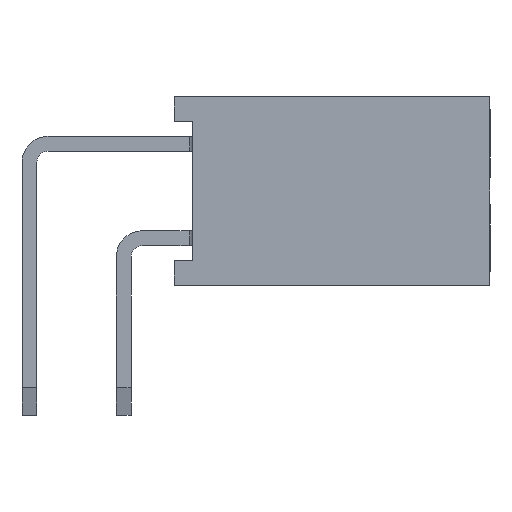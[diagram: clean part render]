
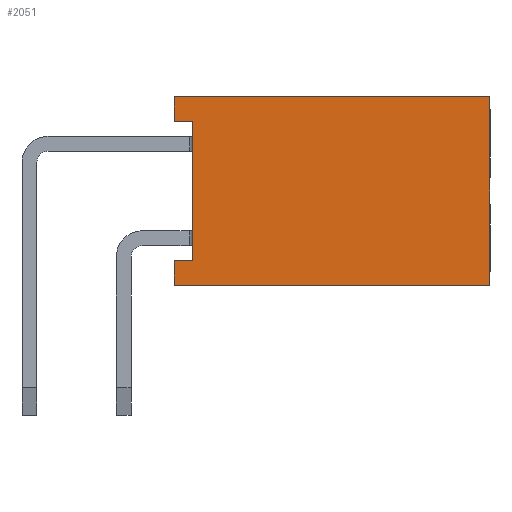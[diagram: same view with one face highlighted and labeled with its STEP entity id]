
A CAD part, left-side view. The second image highlights one B-rep face of the part: STEP entity #2051.
In plain terms, the highlighted planar face has unit normal (-1, 0, 0).
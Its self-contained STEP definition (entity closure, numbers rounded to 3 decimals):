
#2051=ADVANCED_FACE('',(#20561),#20563,.T.);
#20561=FACE_BOUND('',#20562,.T.);
#20562=EDGE_LOOP('',(#35349,#35350,#35351,#35352,#35353,#35354,#35355,#35356));
#20563=PLANE('',#20564);
#20564=AXIS2_PLACEMENT_3D('',#20565,#20566,#20567);
#20565=CARTESIAN_POINT('',(-1.27,-1.36,5.08));
#20566=DIRECTION('',(-1.,0.,0.));
#20567=DIRECTION('',(0.,0.,-1.));
#35349=ORIENTED_EDGE('',*,*,#46373,.T.);
#35350=ORIENTED_EDGE('',*,*,#46374,.T.);
#35351=ORIENTED_EDGE('',*,*,#46375,.T.);
#35352=ORIENTED_EDGE('',*,*,#46376,.F.);
#35353=ORIENTED_EDGE('',*,*,#46377,.F.);
#35354=ORIENTED_EDGE('',*,*,#46378,.T.);
#35355=ORIENTED_EDGE('',*,*,#46379,.T.);
#35356=ORIENTED_EDGE('',*,*,#45877,.T.);
#45877=EDGE_CURVE('',#52137,#52138,#52139,.T.);
#46373=EDGE_CURVE('',#52138,#52925,#52926,.F.);
#46374=EDGE_CURVE('',#52925,#52927,#52928,.T.);
#46375=EDGE_CURVE('',#52927,#52929,#52930,.T.);
#46376=EDGE_CURVE('',#52931,#52929,#52932,.T.);
#46377=EDGE_CURVE('',#52933,#52931,#52934,.T.);
#46378=EDGE_CURVE('',#52933,#52935,#52936,.T.);
#46379=EDGE_CURVE('',#52935,#52137,#52937,.F.);
#52137=VERTEX_POINT('',#62761);
#52138=VERTEX_POINT('',#62762);
#52139=LINE('',#62763,#62764);
#52925=VERTEX_POINT('',#64541);
#52926=LINE('',#64542,#64543);
#52927=VERTEX_POINT('',#64545);
#52928=LINE('',#64546,#64547);
#52929=VERTEX_POINT('',#64549);
#52930=LINE('',#64550,#64551);
#52931=VERTEX_POINT('',#64553);
#52932=LINE('',#64554,#64555);
#52933=VERTEX_POINT('',#64557);
#52934=LINE('',#64558,#64559);
#52935=VERTEX_POINT('',#64561);
#52936=LINE('',#64562,#64563);
#52937=LINE('',#64565,#64566);
#62761=CARTESIAN_POINT('',(-1.27,-1.86,4.41));
#62762=CARTESIAN_POINT('',(-1.27,-1.86,0.67));
#62763=CARTESIAN_POINT('',(-1.27,-1.86,4.41));
#62764=VECTOR('',#62765,1.);
#62765=DIRECTION('',(0.,0.,-1.));
#64541=CARTESIAN_POINT('',(-1.27,-1.36,0.67));
#64542=CARTESIAN_POINT('',(-1.27,-1.36,0.67));
#64543=VECTOR('',#64544,1.);
#64544=DIRECTION('',(0.,-1.,0.));
#64545=CARTESIAN_POINT('',(-1.27,-1.36,0.));
#64546=CARTESIAN_POINT('',(-1.27,-1.36,0.67));
#64547=VECTOR('',#64548,1.);
#64548=DIRECTION('',(0.,0.,-1.));
#64549=CARTESIAN_POINT('',(-1.27,-9.86,0.));
#64550=CARTESIAN_POINT('',(-1.27,-1.36,0.));
#64551=VECTOR('',#64552,1.);
#64552=DIRECTION('',(0.,-1.,0.));
#64553=CARTESIAN_POINT('',(-1.27,-9.86,5.08));
#64554=CARTESIAN_POINT('',(-1.27,-9.86,5.08));
#64555=VECTOR('',#64556,1.);
#64556=DIRECTION('',(0.,0.,-1.));
#64557=CARTESIAN_POINT('',(-1.27,-1.36,5.08));
#64558=CARTESIAN_POINT('',(-1.27,-1.36,5.08));
#64559=VECTOR('',#64560,1.);
#64560=DIRECTION('',(0.,-1.,0.));
#64561=CARTESIAN_POINT('',(-1.27,-1.36,4.41));
#64562=CARTESIAN_POINT('',(-1.27,-1.36,5.08));
#64563=VECTOR('',#64564,1.);
#64564=DIRECTION('',(0.,0.,-1.));
#64565=CARTESIAN_POINT('',(-1.27,-1.86,4.41));
#64566=VECTOR('',#64567,1.);
#64567=DIRECTION('',(0.,1.,0.));
